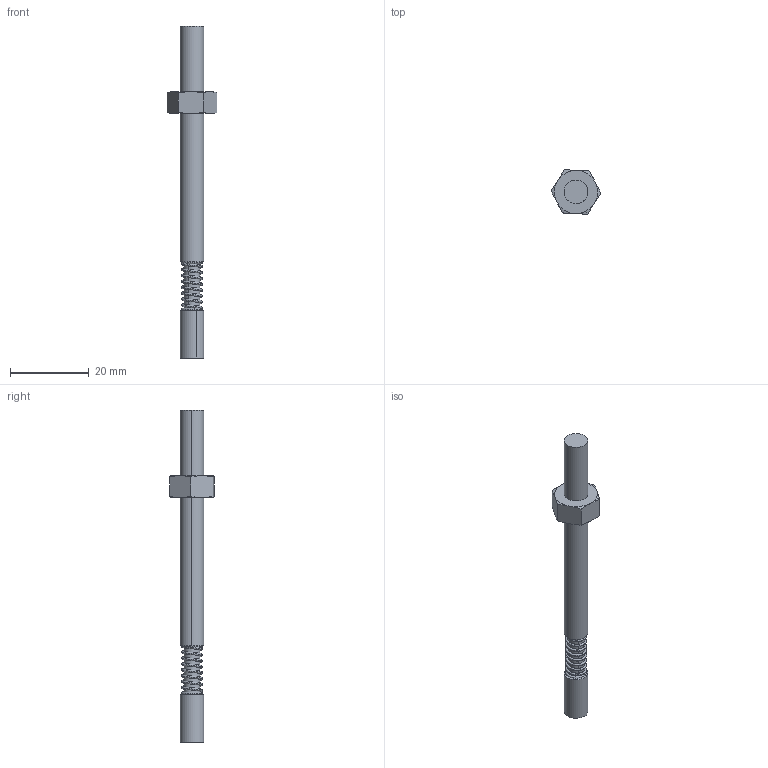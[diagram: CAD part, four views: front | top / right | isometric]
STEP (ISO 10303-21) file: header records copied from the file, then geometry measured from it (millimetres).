
FILE_DESCRIPTION (( 'STEP AP214' ), '1' );
FILE_NAME ('OS-2325 - POS-230.STEP', '2019-08-16T12:11:27', ( '' ), ( '' ), 'SwSTEP 2.0', 'SolidWorks 2019', '' );
FILE_SCHEMA (( 'AUTOMOTIVE_DESIGN' ));
Length unit declared in the file: millimetre
Products named in the file (12): OS-2325 - POS-235; OS-2325 - POS-230; OS-2325 - POS-234; OS-2325 - POS-232; OS-2325 - POS-233; OS-2325 - POS-231
Assembly tree (6 placements, depth 2):
  OS-2325 - POS-230
    OS-2325 - POS-231
    OS-2325 - POS-232
    OS-2325 - POS-233
    OS-2325 - POS-234
    OS-2325 - POS-235
  OS-2325 - POS-230
    OS-2325 - POS-235
  OS-2325 - POS-232
  OS-2325 - POS-233
  OS-2325 - POS-231
Bounding box: 12.68 x 11.32 x 84.43 mm (x, y, z)
Volume: 2587.8 mm3; surface area: 2965.3 mm2
Topology: 5 solids, 5 shells, 66 faces, 137 edges, 81 vertices
Faces by surface type: cone 22, plane 18, cylinder 16, torus 8, bspline 2
Entity records: 4483 total; most frequent: CARTESIAN_POINT 2682, DIRECTION 328, ORIENTED_EDGE 268, AXIS2_PLACEMENT_3D 148, EDGE_CURVE 134, VERTEX_POINT 79, EDGE_LOOP 75, CIRCLE 72
